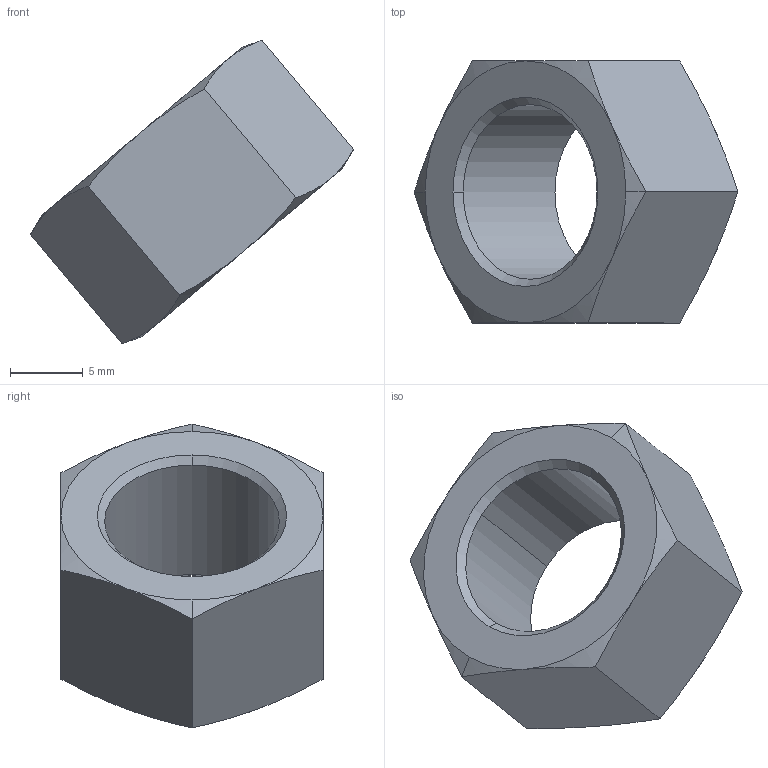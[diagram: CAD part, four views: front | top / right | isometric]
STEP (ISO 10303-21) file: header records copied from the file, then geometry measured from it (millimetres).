
FILE_DESCRIPTION(('CoCreate Modeling STEP Export'),'2;1');
FILE_NAME('A2.stp','2009-01-28T12:14:03',(''),(''),'CoCreate Modeling STEP processor for AP214 (Solid Model)','CoCreate Modeling 17.00P1204 04-Dec-2008 (C) Parametric Technology GmbH','');
FILE_SCHEMA(('AUTOMOTIVE_DESIGN { 1 0 10303 214 1 1 1 1 }'));
Length unit declared in the file: millimetre
Products named in the file (2): 38013.6; 38013.1
Assembly tree (1 placements, depth 2):
  38013.1
    38013.6
Bounding box: 22.21 x 18 x 20.86 mm (x, y, z)
Volume: 1791.3 mm3; surface area: 1375.8 mm2
Topology: 1 solids, 1 shells, 30 faces, 70 edges, 42 vertices
Faces by surface type: cone 20, plane 8, cylinder 2
Entity records: 916 total; most frequent: CARTESIAN_POINT 291, ORIENTED_EDGE 140, DIRECTION 98, EDGE_CURVE 70, VERTEX_POINT 42, AXIS2_PLACEMENT_3D 41, EDGE_LOOP 32, FACE_OUTER_BOUND 30
